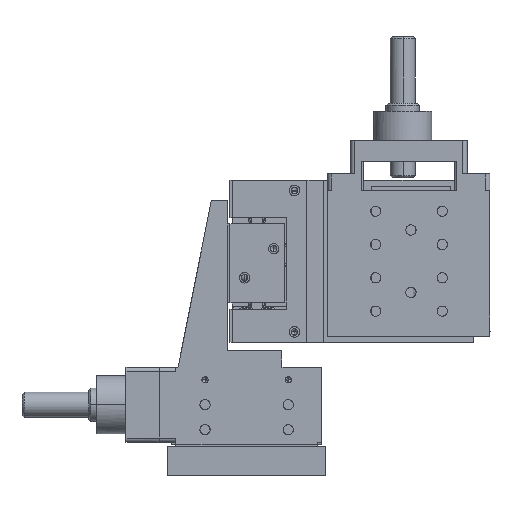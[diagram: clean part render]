
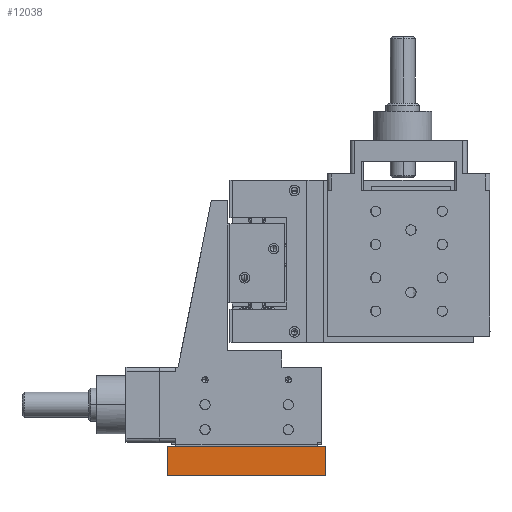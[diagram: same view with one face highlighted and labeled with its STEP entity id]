
A CAD part, front view. The second image highlights one B-rep face of the part: STEP entity #12038.
In plain terms, the highlighted free-form (B-spline) face has degree [1, 1] with [2, 2] control points.
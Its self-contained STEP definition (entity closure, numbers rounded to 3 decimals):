
#3870=B_SPLINE_CURVE_WITH_KNOTS('',1,(#97294,#97295),.UNSPECIFIED.,.F.,
 .F.,(2,2),(0.,7.),.UNSPECIFIED.);
#3871=B_SPLINE_CURVE_WITH_KNOTS('',1,(#97296,#97297),.UNSPECIFIED.,.F.,
 .F.,(2,2),(0.,7.),.UNSPECIFIED.);
#3889=B_SPLINE_CURVE_WITH_KNOTS('',1,(#97352,#97353),.UNSPECIFIED.,.F.,
 .F.,(2,2),(-7.,0.),.UNSPECIFIED.);
#3890=B_SPLINE_CURVE_WITH_KNOTS('',1,(#97354,#97355),.UNSPECIFIED.,.F.,
 .F.,(2,2),(-7.,0.),.UNSPECIFIED.);
#3967=B_SPLINE_CURVE_WITH_KNOTS('',1,(#97582,#97583),.UNSPECIFIED.,.F.,
 .F.,(2,2),(-38.,0.),.UNSPECIFIED.);
#3968=B_SPLINE_CURVE_WITH_KNOTS('',1,(#97584,#97585),.UNSPECIFIED.,.F.,
 .F.,(2,2),(-38.,0.),.UNSPECIFIED.);
#4032=B_SPLINE_CURVE_WITH_KNOTS('',1,(#97783,#97784),.UNSPECIFIED.,.F.,
 .F.,(2,2),(-38.,0.),.UNSPECIFIED.);
#4033=B_SPLINE_CURVE_WITH_KNOTS('',1,(#97785,#97786),.UNSPECIFIED.,.F.,
 .F.,(2,2),(0.,7.),.UNSPECIFIED.);
#4034=B_SPLINE_CURVE_WITH_KNOTS('',1,(#97787,#97788),.UNSPECIFIED.,.F.,
 .F.,(2,2),(0.,38.),.UNSPECIFIED.);
#4035=B_SPLINE_CURVE_WITH_KNOTS('',1,(#97789,#97790),.UNSPECIFIED.,.F.,
 .F.,(2,2),(0.,38.),.UNSPECIFIED.);
#4036=B_SPLINE_CURVE_WITH_KNOTS('',1,(#97791,#97792),.UNSPECIFIED.,.F.,
 .F.,(2,2),(-7.,0.),.UNSPECIFIED.);
#4042=B_SPLINE_CURVE_WITH_KNOTS('',1,(#97803,#97804),.UNSPECIFIED.,.F.,
 .F.,(2,2),(0.,38.),.UNSPECIFIED.);
#12038=ADVANCED_FACE('',(#13678),#59961,.T.);
#13678=FACE_OUTER_BOUND('',#15457,.T.);
#15457=EDGE_LOOP('',(#20157,#20158,#20159,#20160));
#20157=ORIENTED_EDGE('',*,*,#49418,.F.);
#20158=ORIENTED_EDGE('',*,*,#49379,.F.);
#20159=ORIENTED_EDGE('',*,*,#49446,.T.);
#20160=ORIENTED_EDGE('',*,*,#49388,.F.);
#28690=PCURVE('',#59953,#37370);
#28704=PCURVE('',#59955,#37384);
#28779=PCURVE('',#59956,#37459);
#28837=PCURVE('',#59961,#37517);
#28838=PCURVE('',#59961,#37518);
#28839=PCURVE('',#59961,#37519);
#28840=PCURVE('',#59961,#37520);
#28845=PCURVE('',#59963,#37525);
#37370=DEFINITIONAL_REPRESENTATION('',(#3871),#139595);
#37384=DEFINITIONAL_REPRESENTATION('',(#3890),#139595);
#37459=DEFINITIONAL_REPRESENTATION('',(#3968),#139595);
#37517=DEFINITIONAL_REPRESENTATION('',(#4032),#139595);
#37518=DEFINITIONAL_REPRESENTATION('',(#4033),#139595);
#37519=DEFINITIONAL_REPRESENTATION('',(#4035),#139595);
#37520=DEFINITIONAL_REPRESENTATION('',(#4036),#139595);
#37525=DEFINITIONAL_REPRESENTATION('',(#4042),#139595);
#44740=SURFACE_CURVE('',#3870,(#28690,#28838),.PCURVE_S1.);
#44749=SURFACE_CURVE('',#3889,(#28704,#28840),.PCURVE_S1.);
#44779=SURFACE_CURVE('',#3967,(#28779,#28837),.PCURVE_S1.);
#44807=SURFACE_CURVE('',#4034,(#28839,#28845),.PCURVE_S1.);
#49379=EDGE_CURVE('',#58096,#58097,#44740,.T.);
#49388=EDGE_CURVE('',#58103,#58104,#44749,.T.);
#49418=EDGE_CURVE('',#58097,#58103,#44779,.T.);
#49446=EDGE_CURVE('',#58096,#58104,#44807,.T.);
#58096=VERTEX_POINT('',#81207);
#58097=VERTEX_POINT('',#81208);
#58103=VERTEX_POINT('',#81214);
#58104=VERTEX_POINT('',#81215);
#59953=B_SPLINE_SURFACE_WITH_KNOTS('',1,1,((#70994,#70995),(#70996,#70997)),
 .UNSPECIFIED.,.F.,.F.,.F.,(2,2),(2,2),(-4.32,4.32),
(-54.12,54.12),.UNSPECIFIED.);
#59955=B_SPLINE_SURFACE_WITH_KNOTS('',1,1,((#71002,#71003),(#71004,#71005)),
 .UNSPECIFIED.,.F.,.F.,.F.,(2,2),(2,2),(-4.32,4.32),
(-54.12,54.12),.UNSPECIFIED.);
#59956=B_SPLINE_SURFACE_WITH_KNOTS('',1,1,((#71258,#71259),(#71260,#71261)),
 .UNSPECIFIED.,.F.,.F.,.F.,(2,2),(2,2),(-7.92,7.92),
(-22.92,22.92),.UNSPECIFIED.);
#59961=B_SPLINE_SURFACE_WITH_KNOTS('',1,1,((#71422,#71423),(#71424,#71425)),
 .UNSPECIFIED.,.F.,.F.,.F.,(2,2),(2,2),(-4.32,4.32),(-22.92,
22.92),.UNSPECIFIED.);
#59963=B_SPLINE_SURFACE_WITH_KNOTS('',1,1,((#71430,#71431),(#71432,#71433)),
 .UNSPECIFIED.,.F.,.F.,.F.,(2,2),(2,2),(-22.92,22.92),
(-54.12,54.12),.UNSPECIFIED.);
#70994=CARTESIAN_POINT('',(15.231,-51.199,9.607));
#70995=CARTESIAN_POINT('',(15.231,57.041,9.607));
#70996=CARTESIAN_POINT('',(15.231,-51.199,0.967));
#70997=CARTESIAN_POINT('',(15.231,57.041,0.967));
#71002=CARTESIAN_POINT('',(-22.769,-51.199,0.967));
#71003=CARTESIAN_POINT('',(-22.769,57.041,0.967));
#71004=CARTESIAN_POINT('',(-22.769,-51.199,9.607));
#71005=CARTESIAN_POINT('',(-22.769,57.041,9.607));
#71258=CARTESIAN_POINT('',(-26.689,-43.499,1.787));
#71259=CARTESIAN_POINT('',(19.151,-43.499,1.787));
#71260=CARTESIAN_POINT('',(-26.689,-27.659,1.787));
#71261=CARTESIAN_POINT('',(19.151,-27.659,1.787));
#71422=CARTESIAN_POINT('',(-26.689,-42.079,9.607));
#71423=CARTESIAN_POINT('',(19.151,-42.079,9.607));
#71424=CARTESIAN_POINT('',(-26.689,-42.079,0.967));
#71425=CARTESIAN_POINT('',(19.151,-42.079,0.967));
#71430=CARTESIAN_POINT('',(-26.689,-51.199,8.787));
#71431=CARTESIAN_POINT('',(-26.689,57.041,8.787));
#71432=CARTESIAN_POINT('',(19.151,-51.199,8.787));
#71433=CARTESIAN_POINT('',(19.151,57.041,8.787));
#81207=CARTESIAN_POINT('',(15.231,-42.079,8.787));
#81208=CARTESIAN_POINT('',(15.231,-42.079,1.787));
#81214=CARTESIAN_POINT('',(-22.769,-42.079,1.787));
#81215=CARTESIAN_POINT('',(-22.769,-42.079,8.787));
#97294=CARTESIAN_POINT('',(15.231,-42.079,8.787));
#97295=CARTESIAN_POINT('',(15.231,-42.079,1.787));
#97296=CARTESIAN_POINT('',(-3.5,-45.));
#97297=CARTESIAN_POINT('',(3.5,-45.));
#97352=CARTESIAN_POINT('',(-22.769,-42.079,1.787));
#97353=CARTESIAN_POINT('',(-22.769,-42.079,8.787));
#97354=CARTESIAN_POINT('',(-3.5,-45.));
#97355=CARTESIAN_POINT('',(3.5,-45.));
#97582=CARTESIAN_POINT('',(15.231,-42.079,1.787));
#97583=CARTESIAN_POINT('',(-22.769,-42.079,1.787));
#97584=CARTESIAN_POINT('',(-6.5,19.));
#97585=CARTESIAN_POINT('',(-6.5,-19.));
#97783=CARTESIAN_POINT('',(3.5,19.));
#97784=CARTESIAN_POINT('',(3.5,-19.));
#97785=CARTESIAN_POINT('',(-3.5,19.));
#97786=CARTESIAN_POINT('',(3.5,19.));
#97787=CARTESIAN_POINT('',(15.231,-42.079,8.787));
#97788=CARTESIAN_POINT('',(-22.769,-42.079,8.787));
#97789=CARTESIAN_POINT('',(-3.5,19.));
#97790=CARTESIAN_POINT('',(-3.5,-19.));
#97791=CARTESIAN_POINT('',(3.5,-19.));
#97792=CARTESIAN_POINT('',(-3.5,-19.));
#97803=CARTESIAN_POINT('',(19.,-45.));
#97804=CARTESIAN_POINT('',(-19.,-45.));
#139595=(
GEOMETRIC_REPRESENTATION_CONTEXT(2)
PARAMETRIC_REPRESENTATION_CONTEXT()
REPRESENTATION_CONTEXT('pspace','')
);
